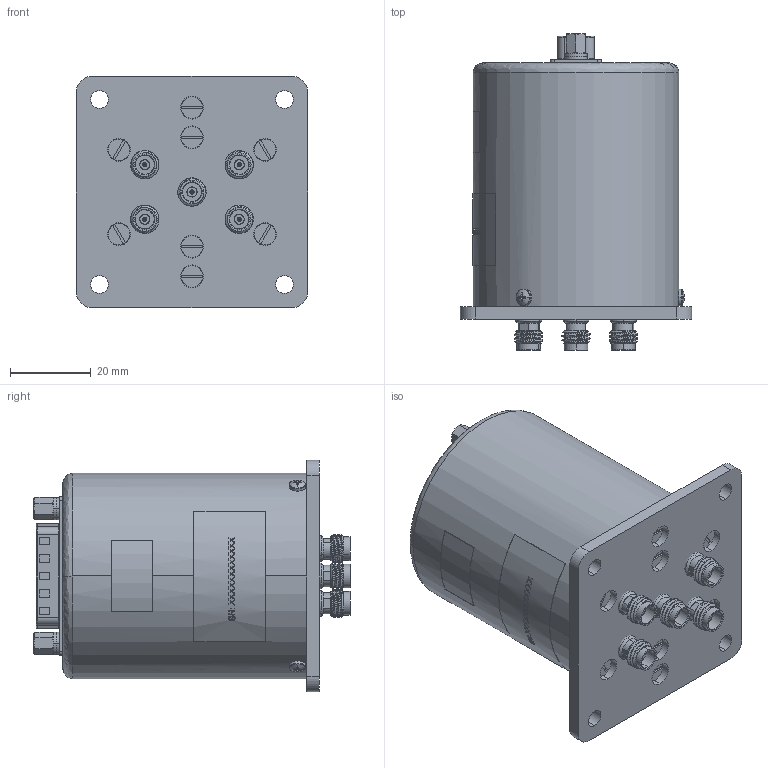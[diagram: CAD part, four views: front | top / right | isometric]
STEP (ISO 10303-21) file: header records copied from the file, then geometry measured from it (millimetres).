
FILE_DESCRIPTION (( 'STEP AP214' ), '1' );
FILE_NAME ('FMSW6566_3D.step', '2023-02-17T21:46:13', ( '' ), ( '' ), 'SwSTEP 2.0', 'SolidWorks 2022', '' );
FILE_SCHEMA (( 'AUTOMOTIVE_DESIGN' ));
Length unit declared in the file: inch
Products named in the file (10): R16L20_4T; R16L21001_defeature; A16L24Y01-CST_4; 15P mela-D-SUB CUP 172E-015-103_3; A12066001-e360_6; A12075Y04_-203_3; 50GCONN_1; FMSW6566_3D; 15P+H2.375+D2_1; A16L61008_-001_5
Assembly tree (23 placements, depth 3):
  FMSW6566_3D
    R16L20_4T
      R16L21001_defeature
      50GCONN_1  x5
      A16L24Y01-CST_4  x8
    15P+H2.375+D2_1
      A16L61008_-001_5
      15P mela-D-SUB CUP 172E-015-103_3
      A12066001-e360_6  x2
    A12075Y04_-203_3  x3
Bounding box: 57.15 x 78.13 x 57.15 mm (x, y, z)
Volume: 25785.9 mm3; surface area: 38622.8 mm2
Topology: 40 solids, 45 shells, 1723 faces, 4097 edges, 2603 vertices
Faces by surface type: plane 609, cylinder 559, bspline 392, cone 163
Entity records: 45326 total; most frequent: CARTESIAN_POINT 17991, ORIENTED_EDGE 5362, DIRECTION 4062, EDGE_CURVE 2681, VERTEX_POINT 1726, AXIS2_PLACEMENT_3D 1538, EDGE_LOOP 1233, ADVANCED_FACE 1092
